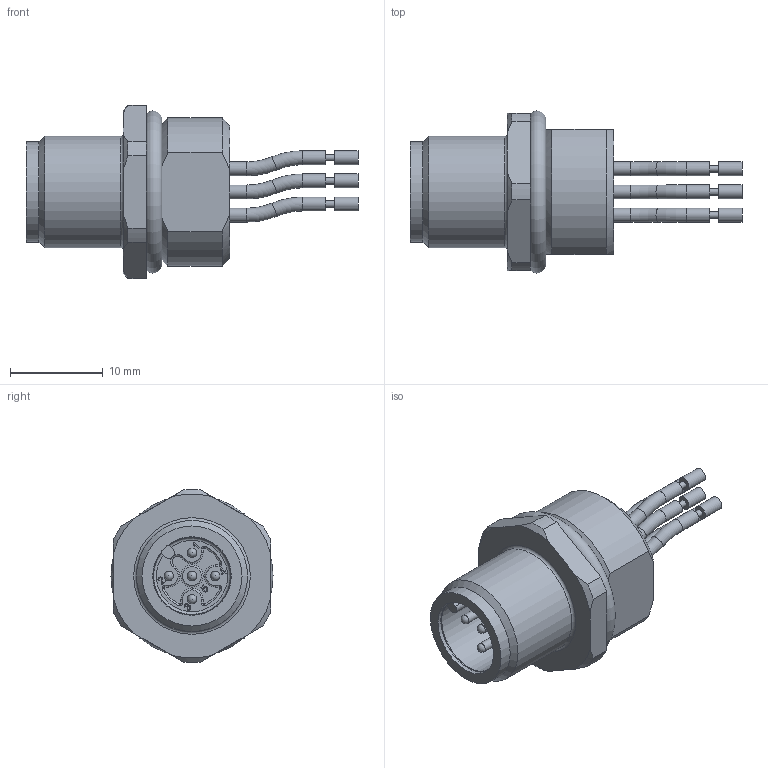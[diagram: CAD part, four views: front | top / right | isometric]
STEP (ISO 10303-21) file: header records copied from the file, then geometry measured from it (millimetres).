
FILE_DESCRIPTION(/* description */ (''),/* implementation_level */ '2;1');
FILE_NAME(/* name */ 'CD-FVM12SUA5-m_M16.stp',/* time_stamp */ '2019-01-11T09:24:05+01:00',/* author */ (''),/* organization */ (''),/* preprocessor_version */ 'ST-DEVELOPER v16',/* originating_system */ 'SIEMENS PLM Software NX 10.0',/* authorisation */ '');
FILE_SCHEMA (('AUTOMOTIVE_DESIGN { 1 0 10303 214 3 1 1 1 }'));
Length unit declared in the file: millimetre
Products named in the file (1): v.sh12C8C3725n1h
Bounding box: 35.85 x 17.5 x 18.69 mm (x, y, z)
Volume: 3097.3 mm3; surface area: 2597.7 mm2
Topology: 2 solids, 2 shells, 224 faces, 550 edges, 355 vertices
Faces by surface type: plane 83, cylinder 62, extrusion 32, torus 23, cone 13, bspline 6, sphere 5
Full cylindrical faces by diameter (mm): 0.7 x5, 1 x5, 1.5 x15, 2 x1, 8.4 x1, 10.8 x1, 12 x1, 13.5 x1
Entity records: 6679 total; most frequent: CARTESIAN_POINT 1889, ORIENTED_EDGE 948, DIRECTION 897, EDGE_CURVE 474, AXIS2_PLACEMENT_3D 356, VERTEX_POINT 332, EDGE_LOOP 301, ADVANCED_FACE 224
